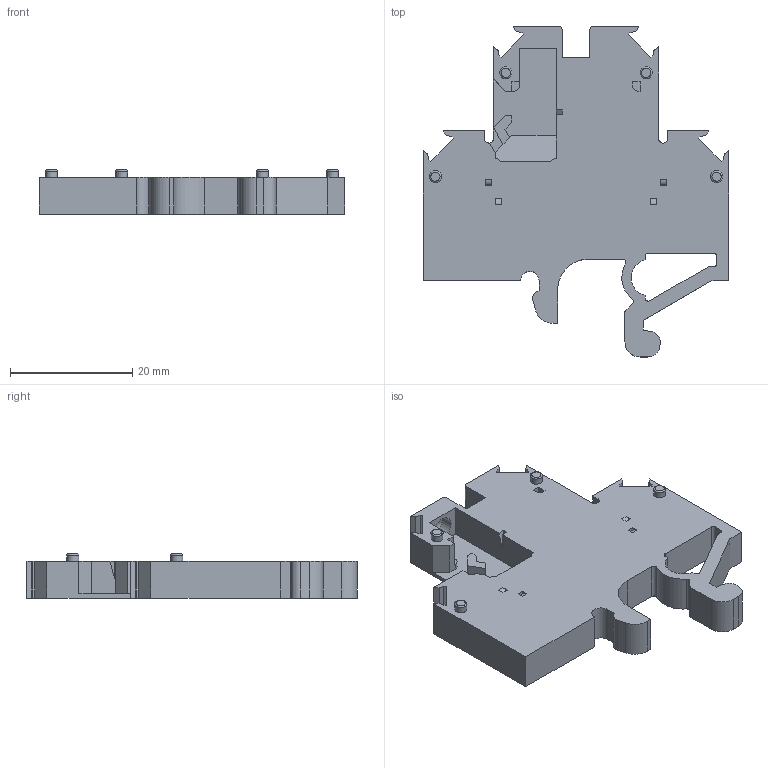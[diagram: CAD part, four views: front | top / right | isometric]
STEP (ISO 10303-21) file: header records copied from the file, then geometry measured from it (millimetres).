
FILE_DESCRIPTION(/* description */ ('Unknown'),/* implementation_level */ '2;1');
FILE_NAME(/* name */ 'CUDD4HNEW',/* time_stamp */ '2016-10-07T14:56:25+05:00',/* author */ ('Unknown'),/* organization */ ('Unknown'),/* preprocessor_version */ 'ST-DEVELOPER v16',/* originating_system */ 'DEX',/* authorisation */ $);
FILE_SCHEMA (('AUTOMOTIVE_DESIGN {1 0 10303 214 3 1 1}'));
Length unit declared in the file: millimetre
Products named in the file (1): CUDD4HNEW
Bounding box: 50 x 54 x 7.25 mm (x, y, z)
Volume: 8611.9 mm3; surface area: 5427.2 mm2
Topology: 1 solids, 1 shells, 176 faces, 473 edges, 315 vertices
Faces by surface type: plane 122, cylinder 42, torus 8, cone 4
Full cylindrical faces by diameter (mm): 4 x4, 4.2 x4
Entity records: 5329 total; most frequent: CARTESIAN_POINT 923, DIRECTION 897, ORIENTED_EDGE 884, EDGE_CURVE 442, LINE 341, VECTOR 341, VERTEX_POINT 304, AXIS2_PLACEMENT_3D 278
